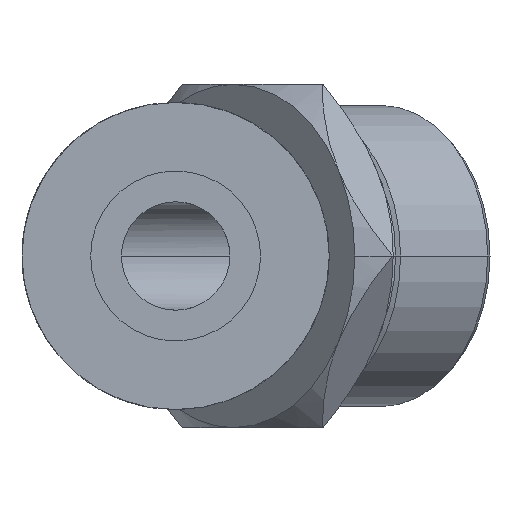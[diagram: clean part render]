
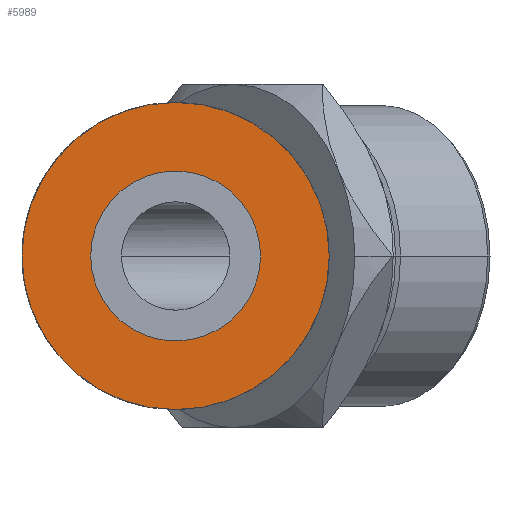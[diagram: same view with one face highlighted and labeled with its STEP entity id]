
A CAD part, left-side view. The second image highlights one B-rep face of the part: STEP entity #5989.
In plain terms, the highlighted planar face has unit normal (-1, 0, 0).
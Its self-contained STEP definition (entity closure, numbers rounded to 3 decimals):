
#110 = CARTESIAN_POINT ( 'NONE',  ( 0., 0., 0. ) ) ;
#134 = DIRECTION ( 'NONE',  ( 0., 0., 1. ) ) ;
#247 = AXIS2_PLACEMENT_3D ( 'NONE', #110, #2805, #932 ) ;
#252 = CIRCLE ( 'NONE', #2223, 4.7 ) ;
#932 = DIRECTION ( 'NONE',  ( 0., 0., -1. ) ) ;
#1178 = CARTESIAN_POINT ( 'NONE',  ( 0., 0., 0. ) ) ;
#1228 = AXIS2_PLACEMENT_3D ( 'NONE', #6832, #2906, #134 ) ;
#1265 = DIRECTION ( 'NONE',  ( 1., 0., 0. ) ) ;
#1686 = VERTEX_POINT ( 'NONE', #7372 ) ;
#1807 = VERTEX_POINT ( 'NONE', #4908 ) ;
#2012 = DIRECTION ( 'NONE',  ( 0., 0., -1. ) ) ;
#2076 = CIRCLE ( 'NONE', #247, 4.7 ) ;
#2112 = EDGE_CURVE ( 'NONE', #3038, #7111, #2076, .T. ) ;
#2223 = AXIS2_PLACEMENT_3D ( 'NONE', #1178, #1265, #8650 ) ;
#2284 = ORIENTED_EDGE ( 'NONE', *, *, #5839, .T. ) ;
#2362 = CIRCLE ( 'NONE', #6173, 8.5 ) ;
#2562 = CARTESIAN_POINT ( 'NONE',  ( 0., 0., 4.7 ) ) ;
#2683 = ORIENTED_EDGE ( 'NONE', *, *, #2112, .T. ) ;
#2805 = DIRECTION ( 'NONE',  ( 1., 0., 0. ) ) ;
#2904 = EDGE_LOOP ( 'NONE', ( #2683, #4168 ) ) ;
#2906 = DIRECTION ( 'NONE',  ( -1., 0., 0. ) ) ;
#3038 = VERTEX_POINT ( 'NONE', #2562 ) ;
#3207 = FACE_OUTER_BOUND ( 'NONE', #7761, .T. ) ;
#3386 = FACE_BOUND ( 'NONE', #2904, .T. ) ;
#3404 = EDGE_CURVE ( 'NONE', #7111, #3038, #252, .T. ) ;
#3654 = CARTESIAN_POINT ( 'NONE',  ( 0., 0., 0. ) ) ;
#3998 = PLANE ( 'NONE',  #4623 ) ;
#4168 = ORIENTED_EDGE ( 'NONE', *, *, #3404, .T. ) ;
#4233 = DIRECTION ( 'NONE',  ( -1., 0., 0. ) ) ;
#4578 = CARTESIAN_POINT ( 'NONE',  ( 0., 0., 0. ) ) ;
#4623 = AXIS2_PLACEMENT_3D ( 'NONE', #4578, #8732, #2012 ) ;
#4908 = CARTESIAN_POINT ( 'NONE',  ( 0., 0., 8.5 ) ) ;
#5815 = EDGE_CURVE ( 'NONE', #1686, #1807, #8577, .T. ) ;
#5839 = EDGE_CURVE ( 'NONE', #1807, #1686, #2362, .T. ) ;
#5989 = ADVANCED_FACE ( 'NONE', ( #3386, #3207 ), #3998, .F. ) ;
#6173 = AXIS2_PLACEMENT_3D ( 'NONE', #3654, #4233, #6260 ) ;
#6260 = DIRECTION ( 'NONE',  ( 0., 0., 1. ) ) ;
#6832 = CARTESIAN_POINT ( 'NONE',  ( 0., 0., 0. ) ) ;
#6894 = CARTESIAN_POINT ( 'NONE',  ( 0., 0., -4.7 ) ) ;
#7111 = VERTEX_POINT ( 'NONE', #6894 ) ;
#7372 = CARTESIAN_POINT ( 'NONE',  ( 0., 0., -8.5 ) ) ;
#7761 = EDGE_LOOP ( 'NONE', ( #2284, #8124 ) ) ;
#8124 = ORIENTED_EDGE ( 'NONE', *, *, #5815, .T. ) ;
#8577 = CIRCLE ( 'NONE', #1228, 8.5 ) ;
#8650 = DIRECTION ( 'NONE',  ( 0., 0., -1. ) ) ;
#8732 = DIRECTION ( 'NONE',  ( 1., 0., 0. ) ) ;
